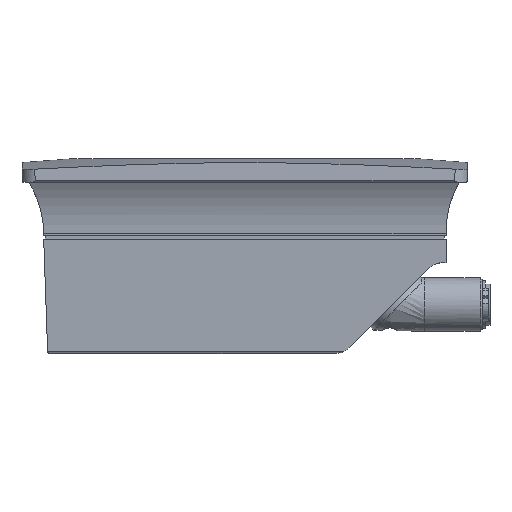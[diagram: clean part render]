
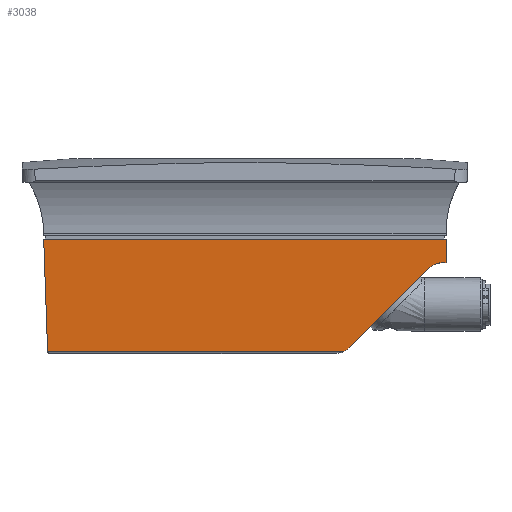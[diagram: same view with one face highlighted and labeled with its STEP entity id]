
A CAD part, left-side view. The second image highlights one B-rep face of the part: STEP entity #3038.
In plain terms, the highlighted planar face has unit normal (-0.999, 0, -0.035).
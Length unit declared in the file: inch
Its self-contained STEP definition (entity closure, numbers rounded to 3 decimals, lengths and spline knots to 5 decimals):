
#77 = CARTESIAN_POINT ( 'NONE',  ( -1.96901, -1.00749, 0.02868 ) ) ;
#143 = CARTESIAN_POINT ( 'NONE',  ( -2.00787, 2.00787, 1.14173 ) ) ;
#254 = VERTEX_POINT ( 'NONE', #6872 ) ;
#381 = DIRECTION ( 'NONE',  ( 0., 1., 0. ) ) ;
#717 = CARTESIAN_POINT ( 'NONE',  ( -2.00787, -2.00866, 1.14173 ) ) ;
#793 = VECTOR ( 'NONE', #7835, 39.37008 ) ;
#1301 = EDGE_CURVE ( 'NONE', #3382, #6751, #3217, .T. ) ;
#1304 = CARTESIAN_POINT ( 'NONE',  ( -1.99963, -1.97126, 0.90551 ) ) ;
#1354 = CARTESIAN_POINT ( 'NONE',  ( -1.96867, 1.96867, 0.019 ) ) ;
#1623 = ORIENTED_EDGE ( 'NONE', *, *, #4714, .T. ) ;
#1825 = FACE_OUTER_BOUND ( 'NONE', #1860, .T. ) ;
#1860 = EDGE_LOOP ( 'NONE', ( #3146, #5929, #2412, #1623, #3148, #3842, #8345, #2741 ) ) ;
#1880 = LINE ( 'NONE', #1304, #793 ) ;
#1886 = VERTEX_POINT ( 'NONE', #143 ) ;
#2189 = VERTEX_POINT ( 'NONE', #7185 ) ;
#2212 = CARTESIAN_POINT ( 'NONE',  ( -2.00787, 2.00787, 1.14173 ) ) ;
#2358 = CARTESIAN_POINT ( 'NONE',  ( -1.99895, -1.87167, 0.88615 ) ) ;
#2365 = DIRECTION ( 'NONE',  ( 0., 1., 0. ) ) ;
#2387 = EDGE_CURVE ( 'NONE', #5117, #254, #7837, .T. ) ;
#2412 = ORIENTED_EDGE ( 'NONE', *, *, #8156, .T. ) ;
#2650 = CARTESIAN_POINT ( 'NONE',  ( -2.00787, -2.00866, 1.14173 ) ) ;
#2741 = ORIENTED_EDGE ( 'NONE', *, *, #2387, .T. ) ;
#2771 = CARTESIAN_POINT ( 'NONE',  ( -1.96867, -0.98709, 0.019 ) ) ;
#2926 = CARTESIAN_POINT ( 'NONE',  ( -1.99963, -2.00866, 0.90551 ) ) ;
#3038 = ADVANCED_FACE ( 'NONE', ( #1825 ), #5787, .T. ) ;
#3098 = CARTESIAN_POINT ( 'NONE',  ( -1.9977, -1.83451, 0.85025 ) ) ;
#3146 = ORIENTED_EDGE ( 'NONE', *, *, #8640, .F. ) ;
#3148 = ORIENTED_EDGE ( 'NONE', *, *, #6652, .F. ) ;
#3217 = LINE ( 'NONE', #2650, #6947 ) ;
#3382 = VERTEX_POINT ( 'NONE', #2926 ) ;
#3469 = CARTESIAN_POINT ( 'NONE',  ( -1.97002, -1.04191, 0.05766 ) ) ;
#3611 = VECTOR ( 'NONE', #381, 39.37008 ) ;
#3842 = ORIENTED_EDGE ( 'NONE', *, *, #6130, .F. ) ;
#3904 = CARTESIAN_POINT ( 'NONE',  ( -1.97002, -1.04191, 0.05766 ) ) ;
#4029 = VECTOR ( 'NONE', #2365, 39.37008 ) ;
#4232 = DIRECTION ( 'NONE',  ( 0.035, -0.035, -0.999 ) ) ;
#4567 = LINE ( 'NONE', #3904, #5006 ) ;
#4714 = EDGE_CURVE ( 'NONE', #1886, #5373, #8247, .T. ) ;
#5006 = VECTOR ( 'NONE', #6596, 39.37008 ) ;
#5073 = CARTESIAN_POINT ( 'NONE',  ( -1.99963, -1.91959, 0.90551 ) ) ;
#5079 = DIRECTION ( 'NONE',  ( -0.035, 0., 0.999 ) ) ;
#5117 = VERTEX_POINT ( 'NONE', #6611 ) ;
#5259 = CARTESIAN_POINT ( 'NONE',  ( -2.00787, 2.3622, 1.14173 ) ) ;
#5373 = VERTEX_POINT ( 'NONE', #1354 ) ;
#5663 = CARTESIAN_POINT ( 'NONE',  ( -1.96867, 2.3622, 0.019 ) ) ;
#5787 = PLANE ( 'NONE',  #8066 ) ;
#5813 = DIRECTION ( 'NONE',  ( -0.035, 0., 0.999 ) ) ;
#5879 = DIRECTION ( 'NONE',  ( -0.999, 0., -0.035 ) ) ;
#5929 = ORIENTED_EDGE ( 'NONE', *, *, #1301, .T. ) ;
#6118 = LINE ( 'NONE', #5663, #4029 ) ;
#6120 = CARTESIAN_POINT ( 'NONE',  ( -1.96946, -1.02594, 0.04169 ) ) ;
#6130 = EDGE_CURVE ( 'NONE', #6620, #2189, #6318, .T. ) ;
#6261 = VECTOR ( 'NONE', #4232, 39.37008 ) ;
#6318 =( BOUNDED_CURVE ( )  B_SPLINE_CURVE ( 3, ( #3469, #6120, #77, #2771 ),
 .UNSPECIFIED., .F., .T. ) 
 B_SPLINE_CURVE_WITH_KNOTS ( ( 4, 4 ),
 ( 5.49779, 5.84023 ),
 .UNSPECIFIED. ) 
 CURVE ( )  GEOMETRIC_REPRESENTATION_ITEM ( )  RATIONAL_B_SPLINE_CURVE ( ( 1., 0.99, 0.99, 1. ) ) 
 REPRESENTATION_ITEM ( '' )  );
#6428 = CARTESIAN_POINT ( 'NONE',  ( -2.00787, 2.3622, 1.14173 ) ) ;
#6596 = DIRECTION ( 'NONE',  ( -0.025, -0.707, 0.707 ) ) ;
#6611 = CARTESIAN_POINT ( 'NONE',  ( -1.9977, -1.83451, 0.85025 ) ) ;
#6620 = VERTEX_POINT ( 'NONE', #8093 ) ;
#6652 = EDGE_CURVE ( 'NONE', #2189, #5373, #6118, .T. ) ;
#6751 = VERTEX_POINT ( 'NONE', #717 ) ;
#6872 = CARTESIAN_POINT ( 'NONE',  ( -1.99963, -1.97126, 0.90551 ) ) ;
#6947 = VECTOR ( 'NONE', #5813, 39.37008 ) ;
#7086 = LINE ( 'NONE', #6428, #3611 ) ;
#7152 = CARTESIAN_POINT ( 'NONE',  ( -1.99963, -1.97126, 0.90551 ) ) ;
#7185 = CARTESIAN_POINT ( 'NONE',  ( -1.96867, -0.98709, 0.019 ) ) ;
#7835 = DIRECTION ( 'NONE',  ( 0., 1., 0. ) ) ;
#7837 =( BOUNDED_CURVE ( )  B_SPLINE_CURVE ( 3, ( #3098, #2358, #5073, #7152 ),
 .UNSPECIFIED., .F., .F. ) 
 B_SPLINE_CURVE_WITH_KNOTS ( ( 4, 4 ),
 ( 2.37357, 3.14159 ),
 .UNSPECIFIED. ) 
 CURVE ( )  GEOMETRIC_REPRESENTATION_ITEM ( )  RATIONAL_B_SPLINE_CURVE ( ( 1., 0.951, 0.951, 1. ) ) 
 REPRESENTATION_ITEM ( '' )  );
#8066 = AXIS2_PLACEMENT_3D ( 'NONE', #5259, #5879, #5079 ) ;
#8093 = CARTESIAN_POINT ( 'NONE',  ( -1.97002, -1.04191, 0.05766 ) ) ;
#8156 = EDGE_CURVE ( 'NONE', #6751, #1886, #7086, .T. ) ;
#8247 = LINE ( 'NONE', #2212, #6261 ) ;
#8345 = ORIENTED_EDGE ( 'NONE', *, *, #8700, .T. ) ;
#8640 = EDGE_CURVE ( 'NONE', #3382, #254, #1880, .T. ) ;
#8700 = EDGE_CURVE ( 'NONE', #6620, #5117, #4567, .T. ) ;
